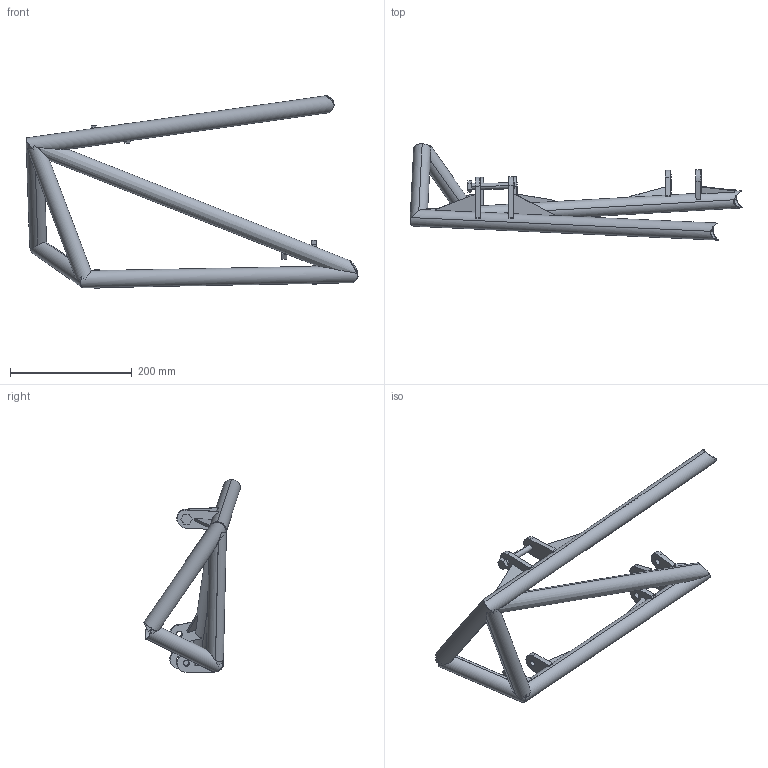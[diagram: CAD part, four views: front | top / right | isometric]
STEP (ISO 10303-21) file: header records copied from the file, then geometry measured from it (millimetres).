
FILE_DESCRIPTION(('CATIA V5 STEP Exchange'),'2;1');
FILE_NAME('attaches_batterie-HV_v1.stp','2024-04-21T20:30:57+00:00',('none'),('none'),'CATIA Version 5 Release 19 SP 2 (IN-10)','CATIA V5 STEP AP203','none');
FILE_SCHEMA(('CONFIG_CONTROL_DESIGN'));
Length unit declared in the file: millimetre
Products named in the file (4): EL_A2100-b (Accumulator Assy Version b); FR_A0100 (Frame); FR_A0100; 28x1.5
Assembly tree (30 placements, depth 5):
  EL_A2100-b (Accumulator Assy Version b)
    FR_A0100 (Frame)
      FR_A0100
        28x1.5
          #82
          #1666
          #2389
          #2721
          #3311
          #4901
    #6853
    #6880
    #6928
    #6986
    #7033
    #7419
    #7594
    #7985
    #8193
    #8505
    #8806
    #9087
    #9454
    #9675
    #10042
    #10250
    #10617
    #10825
    #11524
    #11745
    #12148
Bounding box: 545.61 x 158.6 x 316.5 mm (x, y, z)
Volume: 363052.9 mm3; surface area: 386522.2 mm2
Topology: 23 solids, 23 shells, 222 faces, 583 edges, 448 vertices
Faces by surface type: cylinder 115, plane 94, extrusion 7, bspline 6
Entity records: 12287 total; most frequent: CARTESIAN_POINT 6404, ORIENTED_EDGE 1152, DIRECTION 989, EDGE_CURVE 576, AXIS2_PLACEMENT_3D 416, VERTEX_POINT 391, VECTOR 301, LINE 294
